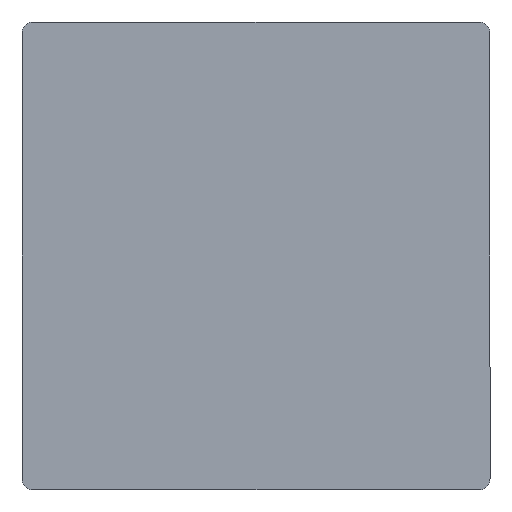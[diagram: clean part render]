
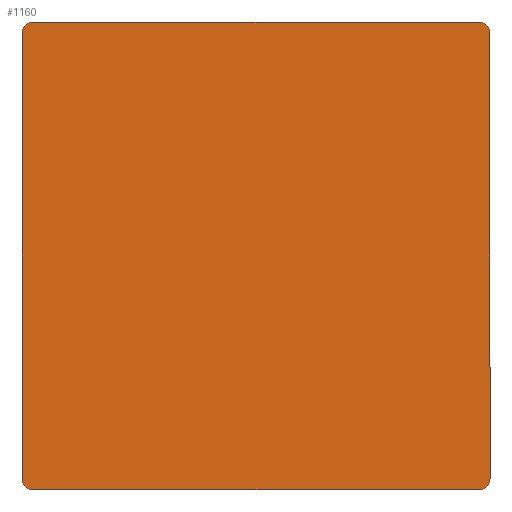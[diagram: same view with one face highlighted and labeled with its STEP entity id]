
A CAD part, left-side view. The second image highlights one B-rep face of the part: STEP entity #1160.
In plain terms, the highlighted planar face has unit normal (-1, 0, 0).
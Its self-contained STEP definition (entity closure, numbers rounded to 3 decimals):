
#55 = EDGE_CURVE ( 'NONE', #2908, #2392, #1571, .T. ) ;
#131 = VERTEX_POINT ( 'NONE', #743 ) ;
#190 = CIRCLE ( 'NONE', #1688, 1. ) ;
#286 = LINE ( 'NONE', #821, #1786 ) ;
#293 = LINE ( 'NONE', #1208, #2584 ) ;
#356 = EDGE_CURVE ( 'NONE', #2908, #724, #1725, .T. ) ;
#378 = EDGE_CURVE ( 'NONE', #1394, #1994, #286, .T. ) ;
#434 = CARTESIAN_POINT ( 'NONE',  ( -2., -19., -20. ) ) ;
#454 = DIRECTION ( 'NONE',  ( 0., 0., -1. ) ) ;
#455 = ORIENTED_EDGE ( 'NONE', *, *, #2012, .F. ) ;
#497 = VECTOR ( 'NONE', #1407, 1000. ) ;
#613 = EDGE_LOOP ( 'NONE', ( #2040, #1492, #2164, #2422, #1134, #2283, #455, #2021 ) ) ;
#724 = VERTEX_POINT ( 'NONE', #2902 ) ;
#735 = CARTESIAN_POINT ( 'NONE',  ( -2., 19., -20. ) ) ;
#743 = CARTESIAN_POINT ( 'NONE',  ( -2., -19., 20. ) ) ;
#821 = CARTESIAN_POINT ( 'NONE',  ( -2., 20., 20. ) ) ;
#887 = CIRCLE ( 'NONE', #1900, 1. ) ;
#923 = CARTESIAN_POINT ( 'NONE',  ( -2., 20., -19. ) ) ;
#1053 = CARTESIAN_POINT ( 'NONE',  ( -2., -19., -19. ) ) ;
#1068 = DIRECTION ( 'NONE',  ( 1., 0., 0. ) ) ;
#1132 = DIRECTION ( 'NONE',  ( 0., 1., 0. ) ) ;
#1134 = ORIENTED_EDGE ( 'NONE', *, *, #55, .F. ) ;
#1160 = ADVANCED_FACE ( 'NONE', ( #1248 ), #3014, .F. ) ;
#1208 = CARTESIAN_POINT ( 'NONE',  ( -2., 20., 20. ) ) ;
#1221 = DIRECTION ( 'NONE',  ( 0., -1., 0. ) ) ;
#1248 = FACE_OUTER_BOUND ( 'NONE', #613, .T. ) ;
#1286 = AXIS2_PLACEMENT_3D ( 'NONE', #2787, #1068, #1312 ) ;
#1307 = DIRECTION ( 'NONE',  ( -1., 0., 0. ) ) ;
#1312 = DIRECTION ( 'NONE',  ( 0., 0., -1. ) ) ;
#1394 = VERTEX_POINT ( 'NONE', #923 ) ;
#1398 = CARTESIAN_POINT ( 'NONE',  ( -2., 19., -19. ) ) ;
#1407 = DIRECTION ( 'NONE',  ( 0., 0., -1. ) ) ;
#1412 = VECTOR ( 'NONE', #1132, 1000. ) ;
#1492 = ORIENTED_EDGE ( 'NONE', *, *, #1772, .T. ) ;
#1571 = LINE ( 'NONE', #3096, #1412 ) ;
#1688 = AXIS2_PLACEMENT_3D ( 'NONE', #1926, #2172, #454 ) ;
#1704 = CIRCLE ( 'NONE', #2688, 1. ) ;
#1721 = CARTESIAN_POINT ( 'NONE',  ( -2., 19., 19. ) ) ;
#1725 = CIRCLE ( 'NONE', #2123, 1. ) ;
#1772 = EDGE_CURVE ( 'NONE', #2886, #1994, #1704, .T. ) ;
#1786 = VECTOR ( 'NONE', #2524, 1000. ) ;
#1894 = DIRECTION ( 'NONE',  ( -1., 0., 0. ) ) ;
#1900 = AXIS2_PLACEMENT_3D ( 'NONE', #1398, #1894, #3078 ) ;
#1926 = CARTESIAN_POINT ( 'NONE',  ( -2., -19., 19. ) ) ;
#1994 = VERTEX_POINT ( 'NONE', #2350 ) ;
#1996 = EDGE_CURVE ( 'NONE', #1394, #2392, #887, .T. ) ;
#2012 = EDGE_CURVE ( 'NONE', #3099, #724, #2337, .T. ) ;
#2021 = ORIENTED_EDGE ( 'NONE', *, *, #2199, .T. ) ;
#2040 = ORIENTED_EDGE ( 'NONE', *, *, #2428, .F. ) ;
#2123 = AXIS2_PLACEMENT_3D ( 'NONE', #1053, #1307, #2984 ) ;
#2164 = ORIENTED_EDGE ( 'NONE', *, *, #378, .F. ) ;
#2172 = DIRECTION ( 'NONE',  ( -1., 0., 0. ) ) ;
#2199 = EDGE_CURVE ( 'NONE', #3099, #131, #190, .T. ) ;
#2283 = ORIENTED_EDGE ( 'NONE', *, *, #356, .T. ) ;
#2337 = LINE ( 'NONE', #2391, #497 ) ;
#2350 = CARTESIAN_POINT ( 'NONE',  ( -2., 20., 19. ) ) ;
#2391 = CARTESIAN_POINT ( 'NONE',  ( -2., -20., 20. ) ) ;
#2392 = VERTEX_POINT ( 'NONE', #735 ) ;
#2422 = ORIENTED_EDGE ( 'NONE', *, *, #1996, .T. ) ;
#2428 = EDGE_CURVE ( 'NONE', #2886, #131, #293, .T. ) ;
#2524 = DIRECTION ( 'NONE',  ( 0., 0., 1. ) ) ;
#2584 = VECTOR ( 'NONE', #1221, 1000. ) ;
#2663 = DIRECTION ( 'NONE',  ( -1., 0., 0. ) ) ;
#2688 = AXIS2_PLACEMENT_3D ( 'NONE', #1721, #2663, #2896 ) ;
#2787 = CARTESIAN_POINT ( 'NONE',  ( -2., 0., 0. ) ) ;
#2886 = VERTEX_POINT ( 'NONE', #3100 ) ;
#2896 = DIRECTION ( 'NONE',  ( 0., 0., -1. ) ) ;
#2902 = CARTESIAN_POINT ( 'NONE',  ( -2., -20., -19. ) ) ;
#2908 = VERTEX_POINT ( 'NONE', #434 ) ;
#2984 = DIRECTION ( 'NONE',  ( 0., 0., -1. ) ) ;
#3014 = PLANE ( 'NONE',  #1286 ) ;
#3075 = CARTESIAN_POINT ( 'NONE',  ( -2., -20., 19. ) ) ;
#3078 = DIRECTION ( 'NONE',  ( 0., 0., -1. ) ) ;
#3096 = CARTESIAN_POINT ( 'NONE',  ( -2., 20., -20. ) ) ;
#3099 = VERTEX_POINT ( 'NONE', #3075 ) ;
#3100 = CARTESIAN_POINT ( 'NONE',  ( -2., 19., 20. ) ) ;
